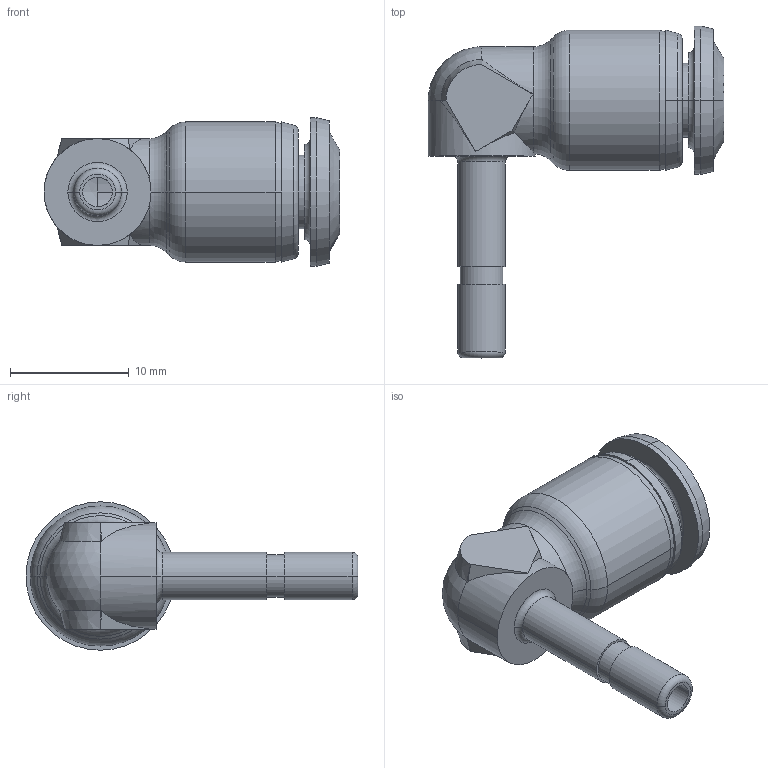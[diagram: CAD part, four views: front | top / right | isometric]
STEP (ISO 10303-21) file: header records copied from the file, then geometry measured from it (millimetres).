
FILE_DESCRIPTION (( 'STEP AP203' ), '1' );
FILE_NAME ('5514000006.step', '2016-07-22T09:12:10', ( 'ST01' ), ( '' ), 'SwSTEP 2.0', 'SolidWorks 2016', '' );
FILE_SCHEMA (( 'CONFIG_CONTROL_DESIGN' ));
Length unit declared in the file: millimetre
Products named in the file (1): 5514000006
Bounding box: 24.9 x 27.95 x 12.5 mm (x, y, z)
Surface area: 1575.4 mm2 (no closed solid volume)
Topology: 0 solids, 3 shells, 108 faces, 272 edges, 172 vertices
Faces by surface type: bspline 33, cone 26, cylinder 18, plane 18, torus 12, sphere 1
Entity records: 5882 total; most frequent: CARTESIAN_POINT 3533, ORIENTED_EDGE 518, DIRECTION 375, EDGE_CURVE 272, VERTEX_POINT 172, AXIS2_PLACEMENT_3D 160, EDGE_LOOP 120, B_SPLINE_CURVE_WITH_KNOTS 119
